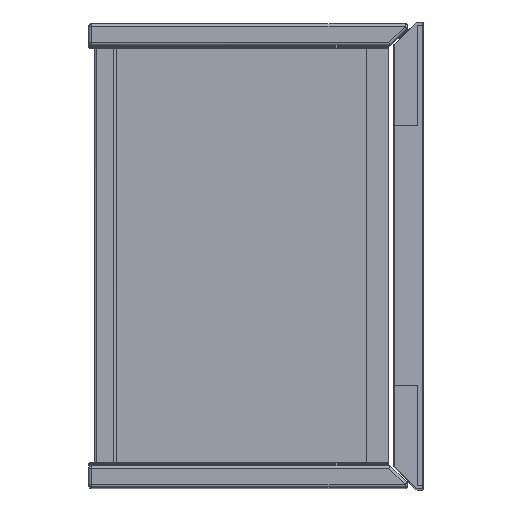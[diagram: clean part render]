
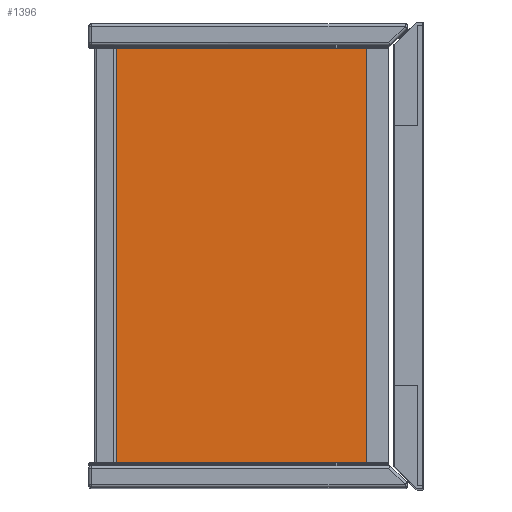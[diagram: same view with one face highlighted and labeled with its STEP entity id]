
A CAD part, top view. The second image highlights one B-rep face of the part: STEP entity #1396.
In plain terms, the highlighted planar face has unit normal (0, 0, 1).
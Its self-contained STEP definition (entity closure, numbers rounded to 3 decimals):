
#1237=CARTESIAN_POINT('Vertex',(20.,154.,16.5)) ;
#1240=CARTESIAN_POINT('Line Origine',(119.,154.,16.5)) ;
#1244=CARTESIAN_POINT('Vertex',(218.,154.,16.5)) ;
#1358=CARTESIAN_POINT('Vertex',(20.,-154.,16.5)) ;
#1361=CARTESIAN_POINT('Line Origine',(20.,0.,16.5)) ;
#1373=CARTESIAN_POINT('Axis2P3D Location',(219.5,-154.,16.5)) ;
#1378=CARTESIAN_POINT('Line Origine',(119.,-154.,16.5)) ;
#1382=CARTESIAN_POINT('Vertex',(218.,-154.,16.5)) ;
#1385=CARTESIAN_POINT('Line Origine',(218.,0.,16.5)) ;
#1242=VECTOR('Line Direction',#1241,1.) ;
#1363=VECTOR('Line Direction',#1362,1.) ;
#1380=VECTOR('Line Direction',#1379,1.) ;
#1387=VECTOR('Line Direction',#1386,1.) ;
#1241=DIRECTION('Vector Direction',(-1.,0.,0.)) ;
#1362=DIRECTION('Vector Direction',(0.,-1.,0.)) ;
#1374=DIRECTION('Axis2P3D Direction',(0.,0.,-1.)) ;
#1375=DIRECTION('Axis2P3D XDirection',(-1.,0.,0.)) ;
#1379=DIRECTION('Vector Direction',(1.,0.,0.)) ;
#1386=DIRECTION('Vector Direction',(0.,1.,0.)) ;
#1376=AXIS2_PLACEMENT_3D('Plane Axis2P3D',#1373,#1374,#1375) ;
#1243=LINE('Line',#1240,#1242) ;
#1364=LINE('Line',#1361,#1363) ;
#1381=LINE('Line',#1378,#1380) ;
#1388=LINE('Line',#1385,#1387) ;
#1377=PLANE('',#1376) ;
#1246=EDGE_CURVE('',#1245,#1238,#1243,.T.) ;
#1365=EDGE_CURVE('',#1238,#1359,#1364,.T.) ;
#1384=EDGE_CURVE('',#1359,#1383,#1381,.T.) ;
#1389=EDGE_CURVE('',#1383,#1245,#1388,.T.) ;
#1391=ORIENTED_EDGE('',*,*,#1384,.T.) ;
#1392=ORIENTED_EDGE('',*,*,#1389,.T.) ;
#1393=ORIENTED_EDGE('',*,*,#1246,.T.) ;
#1394=ORIENTED_EDGE('',*,*,#1365,.T.) ;
#1390=EDGE_LOOP('',(#1391,#1392,#1393,#1394)) ;
#1238=VERTEX_POINT('',#1237) ;
#1245=VERTEX_POINT('',#1244) ;
#1359=VERTEX_POINT('',#1358) ;
#1383=VERTEX_POINT('',#1382) ;
#1396=ADVANCED_FACE('FUE_Template_Product.1|WXUR_Boden.1|WXUR_Boden_3sh-HG-00182601_A.1|Verrundung1',(#1395),#1377,.F.) ;
#1395=FACE_OUTER_BOUND('',#1390,.T.) ;
